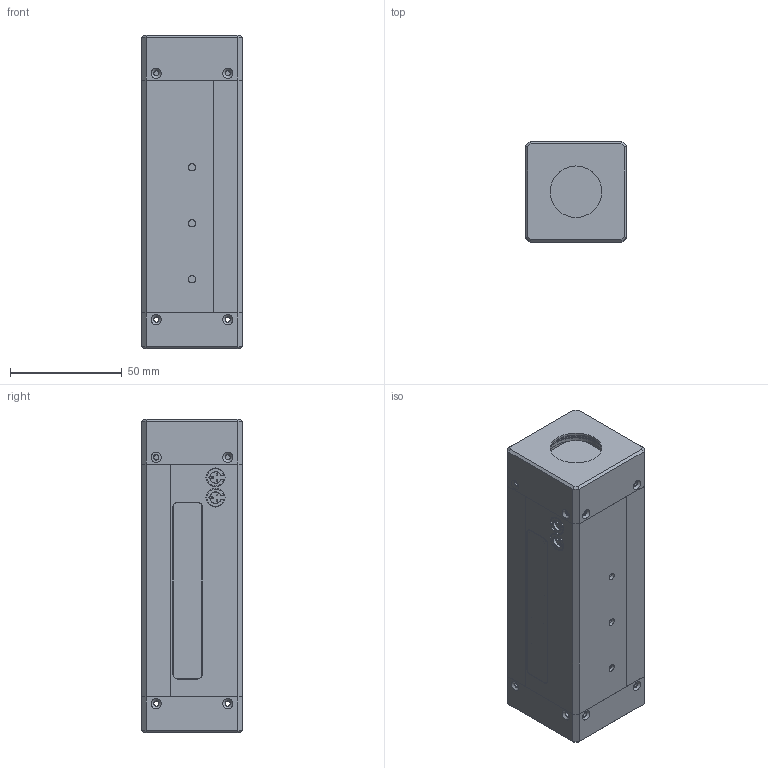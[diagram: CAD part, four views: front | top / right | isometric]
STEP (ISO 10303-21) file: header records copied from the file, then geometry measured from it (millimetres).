
FILE_DESCRIPTION(/* description */ (''),/* implementation_level */ '2;1');
FILE_NAME(/* name */ 'MEX13_19.01.31.step',/* time_stamp */ '2019-01-31T14:14:58+02:00',/* author */ (''),/* organization */ (''),/* preprocessor_version */ 'ST-DEVELOPER v17.2',/* originating_system */ 'Autodesk Translation Framework v7.6.0.251',/* authorisation */ '');
FILE_SCHEMA (('AUTOMOTIVE_DESIGN { 1 0 10303 214 3 1 1 }'));
Length unit declared in the file: millimetre
Products named in the file (7): BDS-1x3-A25,4; BDS-001-00; BDS-002-00; BDS-003-00; BDS-004-00; 09-9747-00-03 Connector; BDS-021-00
Assembly tree (7 placements, depth 2):
  BDS-1x3-A25,4
    BDS-001-00
    BDS-002-00
    BDS-003-00
    BDS-004-00
    09-9747-00-03 Connector  x2
    BDS-021-00
Bounding box: 45 x 45 x 140 mm (x, y, z)
Volume: 235924 mm3; surface area: 72551 mm2
Topology: 7 solids, 7 shells, 349 faces, 891 edges, 604 vertices
Faces by surface type: plane 179, cylinder 108, cone 48, torus 8, sphere 6
Full cylindrical faces by diameter (mm): 0.78 x6, 0.9 x6, 1.1 x6, 1.567 x12, 2.2 x20, 3.242 x3, 6.35 x2, 7.8 x2, 8.5 x2, 10.5 x1, 12.7 x1, 12.8 x1, 14 x1, 16 x1, 23 x1, 25.4 x1, 25.5 x1, 26.5 x1, 28 x1
Entity records: 10024 total; most frequent: DIRECTION 1754, CARTESIAN_POINT 1752, ORIENTED_EDGE 1584, EDGE_CURVE 792, AXIS2_PLACEMENT_3D 656, VERTEX_POINT 540, LINE 442, VECTOR 442
